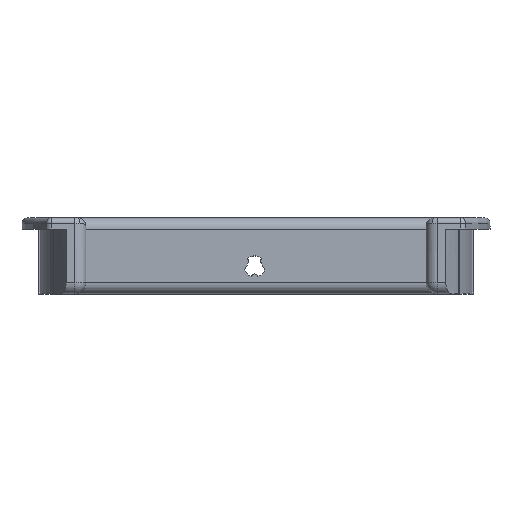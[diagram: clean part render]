
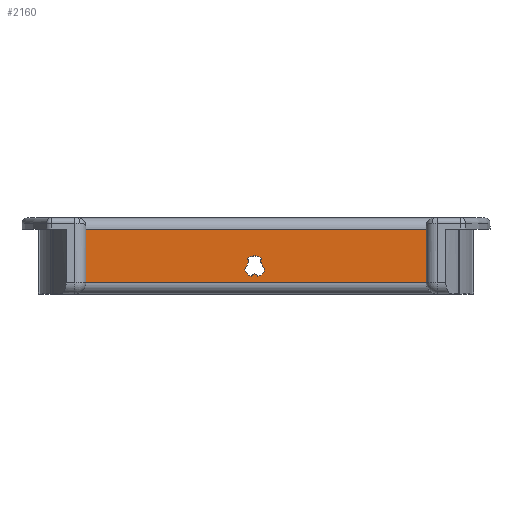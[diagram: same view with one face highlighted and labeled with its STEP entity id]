
A CAD part, top view. The second image highlights one B-rep face of the part: STEP entity #2160.
In plain terms, the highlighted planar face has unit normal (0, 0, 1).
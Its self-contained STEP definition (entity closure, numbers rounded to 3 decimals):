
#54=FACE_BOUND('',#472,.T.);
#114=CIRCLE('',#2238,0.562);
#115=CIRCLE('',#2240,1.875);
#116=CIRCLE('',#2243,0.562);
#177=CIRCLE('',#2333,0.562);
#178=CIRCLE('',#2335,1.875);
#235=CIRCLE('',#2434,1.875);
#339=FACE_OUTER_BOUND('',#471,.T.);
#471=EDGE_LOOP('',(#1877,#1878,#1879,#1880));
#472=EDGE_LOOP('',(#1881,#1882,#1883,#1884,#1885,#1886,#1887,#1888));
#552=LINE('',#3207,#707);
#620=LINE('',#4038,#775);
#660=LINE('',#4561,#815);
#662=LINE('',#4564,#817);
#663=LINE('',#4566,#818);
#664=LINE('',#4572,#819);
#707=VECTOR('',#2530,10.);
#775=VECTOR('',#2778,10.);
#815=VECTOR('',#2994,10.);
#817=VECTOR('',#2998,10.);
#818=VECTOR('',#3001,10.);
#819=VECTOR('',#3012,10.);
#868=VERTEX_POINT('',#3195);
#869=VERTEX_POINT('',#3197);
#870=VERTEX_POINT('',#3201);
#871=VERTEX_POINT('',#3205);
#872=VERTEX_POINT('',#3209);
#978=VERTEX_POINT('',#4035);
#979=VERTEX_POINT('',#4037);
#980=VERTEX_POINT('',#4041);
#1039=VERTEX_POINT('',#4517);
#1041=VERTEX_POINT('',#4523);
#1045=VERTEX_POINT('',#4549);
#1047=VERTEX_POINT('',#4554);
#1073=EDGE_CURVE('',#868,#869,#114,.T.);
#1076=EDGE_CURVE('',#868,#870,#115,.T.);
#1078=EDGE_CURVE('',#871,#870,#552,.T.);
#1080=EDGE_CURVE('',#872,#871,#116,.T.);
#1223=EDGE_CURVE('',#978,#979,#620,.T.);
#1225=EDGE_CURVE('',#979,#980,#177,.T.);
#1227=EDGE_CURVE('',#872,#980,#178,.T.);
#1331=EDGE_CURVE('',#1041,#1047,#660,.T.);
#1333=EDGE_CURVE('',#1047,#1045,#662,.T.);
#1334=EDGE_CURVE('',#1045,#1039,#663,.T.);
#1337=EDGE_CURVE('',#1039,#1041,#664,.T.);
#1342=EDGE_CURVE('',#978,#869,#235,.T.);
#1877=ORIENTED_EDGE('',*,*,#1331,.F.);
#1878=ORIENTED_EDGE('',*,*,#1337,.F.);
#1879=ORIENTED_EDGE('',*,*,#1334,.F.);
#1880=ORIENTED_EDGE('',*,*,#1333,.F.);
#1881=ORIENTED_EDGE('',*,*,#1342,.T.);
#1882=ORIENTED_EDGE('',*,*,#1073,.F.);
#1883=ORIENTED_EDGE('',*,*,#1076,.T.);
#1884=ORIENTED_EDGE('',*,*,#1078,.F.);
#1885=ORIENTED_EDGE('',*,*,#1080,.F.);
#1886=ORIENTED_EDGE('',*,*,#1227,.T.);
#1887=ORIENTED_EDGE('',*,*,#1225,.F.);
#1888=ORIENTED_EDGE('',*,*,#1223,.F.);
#2038=PLANE('',#2433);
#2160=ADVANCED_FACE('',(#339,#54),#2038,.T.);
#2238=AXIS2_PLACEMENT_3D('',#3198,#2519,#2520);
#2240=AXIS2_PLACEMENT_3D('',#3203,#2525,#2526);
#2243=AXIS2_PLACEMENT_3D('',#3211,#2534,#2535);
#2333=AXIS2_PLACEMENT_3D('',#4042,#2782,#2783);
#2335=AXIS2_PLACEMENT_3D('',#4045,#2787,#2788);
#2433=AXIS2_PLACEMENT_3D('',#4591,#3027,#3028);
#2434=AXIS2_PLACEMENT_3D('',#4592,#3029,#3030);
#2519=DIRECTION('center_axis',(0.,0.,-1.));
#2520=DIRECTION('ref_axis',(-1.,0.,0.));
#2525=DIRECTION('center_axis',(0.,0.,-1.));
#2526=DIRECTION('ref_axis',(1.,0.,0.));
#2530=DIRECTION('',(-0.485,-0.874,0.));
#2534=DIRECTION('center_axis',(0.,0.,-1.));
#2535=DIRECTION('ref_axis',(-1.,0.,0.));
#2778=DIRECTION('',(-0.485,0.874,0.));
#2782=DIRECTION('center_axis',(0.,0.,-1.));
#2783=DIRECTION('ref_axis',(-1.,0.,0.));
#2787=DIRECTION('center_axis',(0.,0.,-1.));
#2788=DIRECTION('ref_axis',(1.,0.,0.));
#2994=DIRECTION('',(-1.,0.,0.));
#2998=DIRECTION('',(0.,1.,0.));
#3001=DIRECTION('',(1.,0.,0.));
#3012=DIRECTION('',(0.,-1.,0.));
#3027=DIRECTION('center_axis',(0.,0.,1.));
#3028=DIRECTION('ref_axis',(1.,0.,0.));
#3029=DIRECTION('center_axis',(0.,0.,-1.));
#3030=DIRECTION('ref_axis',(1.,0.,0.));
#3195=CARTESIAN_POINT('',(-0.79,3.099,-2.5));
#3197=CARTESIAN_POINT('',(0.322,3.099,-2.5));
#3198=CARTESIAN_POINT('Origin',(-0.234,3.014,-2.5));
#3201=CARTESIAN_POINT('',(-2.031,4.355,-2.5));
#3203=CARTESIAN_POINT('Origin',(-0.234,4.889,-2.5));
#3205=CARTESIAN_POINT('',(-1.366,5.554,-2.5));
#3207=CARTESIAN_POINT('',(-1.759,4.846,-2.5));
#3209=CARTESIAN_POINT('',(-1.506,6.266,-2.5));
#3211=CARTESIAN_POINT('Origin',(-1.857,5.827,-2.5));
#4035=CARTESIAN_POINT('',(1.564,4.355,-2.5));
#4037=CARTESIAN_POINT('',(0.898,5.554,-2.5));
#4038=CARTESIAN_POINT('',(0.959,5.445,-2.5));
#4041=CARTESIAN_POINT('',(1.039,6.266,-2.5));
#4042=CARTESIAN_POINT('Origin',(1.39,5.827,-2.5));
#4045=CARTESIAN_POINT('Origin',(-0.234,4.889,-2.5));
#4517=CARTESIAN_POINT('',(32.382,11.5,-2.5));
#4523=CARTESIAN_POINT('',(32.382,2.,-2.5));
#4549=CARTESIAN_POINT('',(-32.382,11.5,-2.5));
#4554=CARTESIAN_POINT('',(-32.382,2.,-2.5));
#4561=CARTESIAN_POINT('',(-17.147,2.,-2.5));
#4564=CARTESIAN_POINT('',(-32.382,0.,-2.5));
#4566=CARTESIAN_POINT('',(-17.147,11.5,-2.5));
#4572=CARTESIAN_POINT('',(32.382,0.,-2.5));
#4591=CARTESIAN_POINT('Origin',(-34.295,0.,-2.5));
#4592=CARTESIAN_POINT('Origin',(-0.234,4.889,-2.5));
